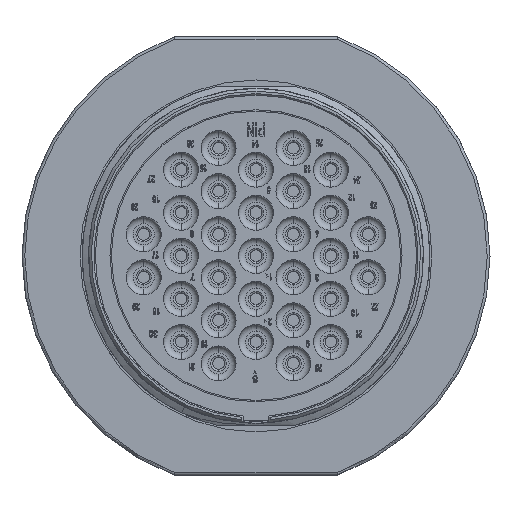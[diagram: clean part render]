
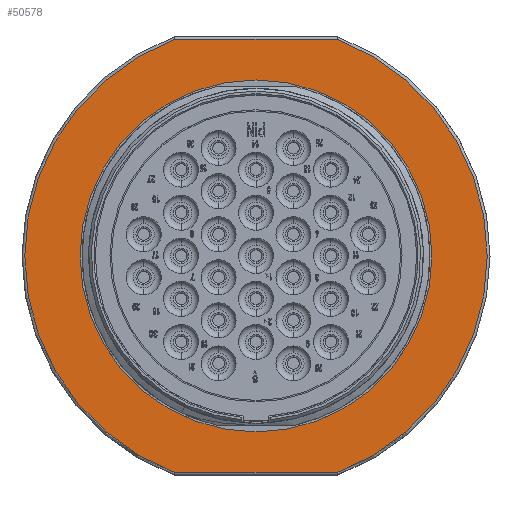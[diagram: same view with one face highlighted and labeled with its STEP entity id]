
A CAD part, top view. The second image highlights one B-rep face of the part: STEP entity #50578.
In plain terms, the highlighted planar face has unit normal (0, 0, 1).
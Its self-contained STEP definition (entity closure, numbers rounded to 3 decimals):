
#10684=CARTESIAN_POINT('',(0.,0.,15.4));
#10685=DIRECTION('',(0.,0.,-1.));
#10686=DIRECTION('',(-0.351,-0.936,0.));
#10687=AXIS2_PLACEMENT_3D('',#10684,#10685,#10686);
#10689=CARTESIAN_POINT('',(0.,0.,15.4));
#10690=DIRECTION('',(0.,0.,-1.));
#10691=DIRECTION('',(-1.,0.001,0.));
#10692=AXIS2_PLACEMENT_3D('',#10689,#10690,#10691);
#10694=CARTESIAN_POINT('',(0.,0.,15.4));
#10695=DIRECTION('',(0.,0.,-1.));
#10696=DIRECTION('',(0.351,0.936,0.));
#10697=AXIS2_PLACEMENT_3D('',#10694,#10695,#10696);
#10699=CARTESIAN_POINT('',(0.,0.,15.4));
#10700=DIRECTION('',(0.,0.,-1.));
#10701=DIRECTION('',(1.,-0.001,0.));
#10702=AXIS2_PLACEMENT_3D('',#10699,#10700,#10701);
#10704=CARTESIAN_POINT('',(0.,0.,15.4));
#10705=DIRECTION('',(0.,0.,1.));
#10706=DIRECTION('',(-1.,0.,0.));
#10707=AXIS2_PLACEMENT_3D('',#10704,#10705,#10706);
#10709=CARTESIAN_POINT('',(0.,0.,15.4));
#10710=DIRECTION('',(0.,0.,1.));
#10711=DIRECTION('',(1.,0.,0.));
#10712=AXIS2_PLACEMENT_3D('',#10709,#10710,#10711);
#10744=DIRECTION('',(1.,0.,0.));
#10745=VECTOR('',#10744,17.636);
#10746=CARTESIAN_POINT('',(-8.818,-23.5,15.4));
#10747=LINE('',#10746,#10745);
#10782=DIRECTION('',(-1.,0.,0.));
#10783=VECTOR('',#10782,17.636);
#10784=CARTESIAN_POINT('',(8.818,23.5,15.4));
#10785=LINE('',#10784,#10783);
#32177=CARTESIAN_POINT('',(-25.1,0.023,15.4));
#32178=CARTESIAN_POINT('',(-8.818,23.5,15.4));
#32179=VERTEX_POINT('',#32177);
#32180=VERTEX_POINT('',#32178);
#32181=CARTESIAN_POINT('',(-8.818,-23.5,15.4));
#32182=VERTEX_POINT('',#32181);
#32183=CARTESIAN_POINT('',(8.818,23.5,15.4));
#32184=VERTEX_POINT('',#32183);
#32185=CARTESIAN_POINT('',(25.1,-0.023,15.4));
#32186=CARTESIAN_POINT('',(8.818,-23.5,15.4));
#32187=VERTEX_POINT('',#32185);
#32188=VERTEX_POINT('',#32186);
#35624=CARTESIAN_POINT('',(-19.1,0.,15.4));
#35625=CARTESIAN_POINT('',(19.1,0.,15.4));
#35626=VERTEX_POINT('',#35624);
#35627=VERTEX_POINT('',#35625);
#50554=CARTESIAN_POINT('',(0.,0.,15.4));
#50555=DIRECTION('',(0.,0.,-1.));
#50556=DIRECTION('',(0.,-1.,0.));
#50557=AXIS2_PLACEMENT_3D('',#50554,#50555,#50556);
#50558=PLANE('',#50557);
#50560=ORIENTED_EDGE('',*,*,#50559,.T.);
#50562=ORIENTED_EDGE('',*,*,#50561,.T.);
#50564=ORIENTED_EDGE('',*,*,#50563,.F.);
#50566=ORIENTED_EDGE('',*,*,#50565,.T.);
#50568=ORIENTED_EDGE('',*,*,#50567,.T.);
#50570=ORIENTED_EDGE('',*,*,#50569,.F.);
#50571=EDGE_LOOP('',(#50560,#50562,#50564,#50566,#50568,#50570));
#50572=FACE_OUTER_BOUND('',#50571,.F.);
#50573=ORIENTED_EDGE('',*,*,#50544,.T.);
#50575=ORIENTED_EDGE('',*,*,#50574,.T.);
#50576=EDGE_LOOP('',(#50573,#50575));
#50577=FACE_BOUND('',#50576,.F.);
#50578=ADVANCED_FACE('',(#50572,#50577),#50558,.F.);
#10688=CIRCLE('',#10687,25.1);
#10693=CIRCLE('',#10692,25.1);
#10698=CIRCLE('',#10697,25.1);
#10703=CIRCLE('',#10702,25.1);
#10708=CIRCLE('',#10707,19.1);
#10713=CIRCLE('',#10712,19.1);
#50544=EDGE_CURVE('',#35626,#35627,#10708,.T.);
#50559=EDGE_CURVE('',#32182,#32179,#10688,.T.);
#50561=EDGE_CURVE('',#32179,#32180,#10693,.T.);
#50563=EDGE_CURVE('',#32184,#32180,#10785,.T.);
#50565=EDGE_CURVE('',#32184,#32187,#10698,.T.);
#50567=EDGE_CURVE('',#32187,#32188,#10703,.T.);
#50569=EDGE_CURVE('',#32182,#32188,#10747,.T.);
#50574=EDGE_CURVE('',#35627,#35626,#10713,.T.);
